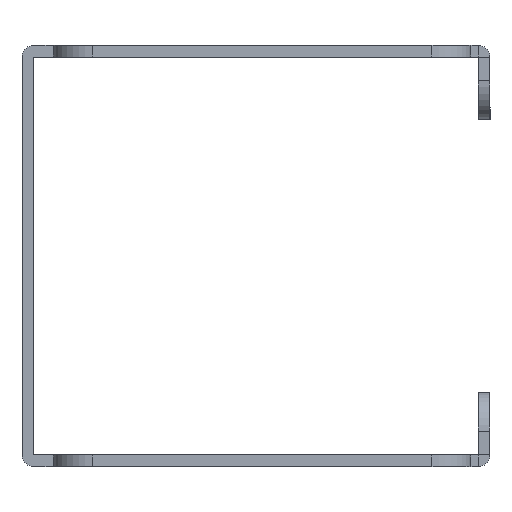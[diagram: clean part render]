
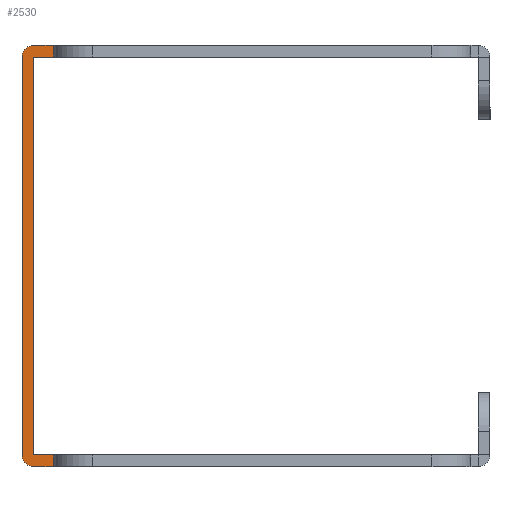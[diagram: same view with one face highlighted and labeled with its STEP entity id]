
A CAD part, left-side view. The second image highlights one B-rep face of the part: STEP entity #2530.
In plain terms, the highlighted planar face has unit normal (-1, 0, 0).
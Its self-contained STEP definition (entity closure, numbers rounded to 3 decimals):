
#98 = DIRECTION ( 'NONE',  ( 0., 0., -1. ) ) ;
#99 = DIRECTION ( 'NONE',  ( -1., 0., 0. ) ) ;
#100 = CARTESIAN_POINT ( 'NONE',  ( 9.4, -0.001, -50.999 ) ) ;
#111 = DIRECTION ( 'NONE',  ( 0., 0., -1. ) ) ;
#113 = DIRECTION ( 'NONE',  ( -1., 0., 0. ) ) ;
#114 = CARTESIAN_POINT ( 'NONE',  ( 9.4, -0.001, -50.999 ) ) ;
#122 = DIRECTION ( 'NONE',  ( 0., 0., -1. ) ) ;
#123 = DIRECTION ( 'NONE',  ( -1., 0., 0. ) ) ;
#124 = CARTESIAN_POINT ( 'NONE',  ( 9.4, -0.001, -0.001 ) ) ;
#132 = DIRECTION ( 'NONE',  ( 0., 0., -1. ) ) ;
#134 = DIRECTION ( 'NONE',  ( -1., 0., 0. ) ) ;
#135 = CARTESIAN_POINT ( 'NONE',  ( 9.4, -0.001, -0.001 ) ) ;
#299 = VERTEX_POINT ( 'NONE', #4492 ) ;
#378 = VERTEX_POINT ( 'NONE', #4476 ) ;
#439 = VERTEX_POINT ( 'NONE', #4470 ) ;
#528 = VERTEX_POINT ( 'NONE', #4279 ) ;
#649 = VERTEX_POINT ( 'NONE', #4463 ) ;
#752 = VERTEX_POINT ( 'NONE', #4288 ) ;
#753 = VERTEX_POINT ( 'NONE', #4283 ) ;
#1204 = EDGE_CURVE ( 'NONE', #299, #5492, #4561, .T. ) ;
#1303 = EDGE_CURVE ( 'NONE', #649, #528, #4673, .T. ) ;
#1320 = EDGE_CURVE ( 'NONE', #752, #753, #4891, .T. ) ;
#1481 = EDGE_CURVE ( 'NONE', #439, #378, #8713, .T. ) ;
#1923 = AXIS2_PLACEMENT_3D ( 'NONE', #7863, #7837, #7833 ) ;
#2105 = AXIS2_PLACEMENT_3D ( 'NONE', #135, #134, #132 ) ;
#2107 = AXIS2_PLACEMENT_3D ( 'NONE', #124, #123, #122 ) ;
#2109 = AXIS2_PLACEMENT_3D ( 'NONE', #114, #113, #111 ) ;
#2111 = AXIS2_PLACEMENT_3D ( 'NONE', #100, #99, #98 ) ;
#2207 = DIRECTION ( 'NONE',  ( 0., 0., 1. ) ) ;
#2209 = CARTESIAN_POINT ( 'NONE',  ( 9.4, 0., -51. ) ) ;
#2530 = ADVANCED_FACE ( 'NONE', ( #7769 ), #7845, .F. ) ;
#2652 = EDGE_CURVE ( 'NONE', #7364, #7567, #7633, .T. ) ;
#2801 = EDGE_CURVE ( 'NONE', #7605, #7198, #5852, .T. ) ;
#2956 = EDGE_CURVE ( 'NONE', #753, #7364, #5709, .T. ) ;
#2960 = EDGE_CURVE ( 'NONE', #528, #7198, #5706, .T. ) ;
#2967 = EDGE_CURVE ( 'NONE', #7567, #378, #5703, .T. ) ;
#2971 = EDGE_CURVE ( 'NONE', #7605, #5492, #5699, .T. ) ;
#3103 = EDGE_CURVE ( 'NONE', #299, #439, #3585, .T. ) ;
#3105 = EDGE_CURVE ( 'NONE', #752, #649, #3583, .T. ) ;
#3580 = VECTOR ( 'NONE', #8261, 1000. ) ;
#3582 = VECTOR ( 'NONE', #8263, 1000. ) ;
#3583 = LINE ( 'NONE', #8003, #3580 ) ;
#3585 = LINE ( 'NONE', #8203, #3582 ) ;
#3743 = CARTESIAN_POINT ( 'NONE',  ( 9.4, 0., -50.999 ) ) ;
#3782 = CARTESIAN_POINT ( 'NONE',  ( 9.4, 1.5, -0.001 ) ) ;
#3826 = CARTESIAN_POINT ( 'NONE',  ( 9.4, 1.5, -50.999 ) ) ;
#3878 = CARTESIAN_POINT ( 'NONE',  ( 9.4, 0., -0.001 ) ) ;
#3941 = CARTESIAN_POINT ( 'NONE',  ( 9.4, -0.001, -51. ) ) ;
#4023 = CARTESIAN_POINT ( 'NONE',  ( 9.4, 0., 0. ) ) ;
#4117 = DIRECTION ( 'NONE',  ( 0., 1., 0. ) ) ;
#4119 = CARTESIAN_POINT ( 'NONE',  ( 9.4, -57., -51. ) ) ;
#4279 = CARTESIAN_POINT ( 'NONE',  ( 9.4, -0.001, 0. ) ) ;
#4283 = CARTESIAN_POINT ( 'NONE',  ( 9.4, -0.001, 1.5 ) ) ;
#4288 = CARTESIAN_POINT ( 'NONE',  ( 9.4, -2.5, 1.5 ) ) ;
#4463 = CARTESIAN_POINT ( 'NONE',  ( 9.4, -2.5, 0. ) ) ;
#4470 = CARTESIAN_POINT ( 'NONE',  ( 9.4, -2.5, -52.5 ) ) ;
#4476 = CARTESIAN_POINT ( 'NONE',  ( 9.4, -0.001, -52.5 ) ) ;
#4492 = CARTESIAN_POINT ( 'NONE',  ( 9.4, -2.5, -51. ) ) ;
#4561 = LINE ( 'NONE', #4119, #4647 ) ;
#4590 = ORIENTED_EDGE ( 'NONE', *, *, #1204, .T. ) ;
#4647 = VECTOR ( 'NONE', #4117, 1000. ) ;
#4673 = LINE ( 'NONE', #4023, #4772 ) ;
#4685 = ORIENTED_EDGE ( 'NONE', *, *, #1481, .F. ) ;
#4772 = VECTOR ( 'NONE', #6620, 1000. ) ;
#4786 = ORIENTED_EDGE ( 'NONE', *, *, #2801, .T. ) ;
#4887 = ORIENTED_EDGE ( 'NONE', *, *, #2960, .F. ) ;
#4891 = LINE ( 'NONE', #6584, #5529 ) ;
#4894 = ORIENTED_EDGE ( 'NONE', *, *, #1320, .T. ) ;
#4912 = ORIENTED_EDGE ( 'NONE', *, *, #3103, .F. ) ;
#5020 = ORIENTED_EDGE ( 'NONE', *, *, #2971, .F. ) ;
#5066 = ORIENTED_EDGE ( 'NONE', *, *, #1303, .F. ) ;
#5262 = ORIENTED_EDGE ( 'NONE', *, *, #3105, .F. ) ;
#5443 = ORIENTED_EDGE ( 'NONE', *, *, #2956, .T. ) ;
#5462 = ORIENTED_EDGE ( 'NONE', *, *, #2652, .T. ) ;
#5482 = EDGE_LOOP ( 'NONE', ( #5443, #5462, #5562, #4685, #4912, #4590, #5020, #4786, #4887, #5066, #5262, #4894 ) ) ;
#5492 = VERTEX_POINT ( 'NONE', #3941 ) ;
#5529 = VECTOR ( 'NONE', #6381, 1000. ) ;
#5562 = ORIENTED_EDGE ( 'NONE', *, *, #2967, .T. ) ;
#5699 = CIRCLE ( 'NONE', #2111, 0.001 ) ;
#5703 = CIRCLE ( 'NONE', #2109, 1.501 ) ;
#5706 = CIRCLE ( 'NONE', #2107, 0.001 ) ;
#5709 = CIRCLE ( 'NONE', #2105, 1.501 ) ;
#5850 = VECTOR ( 'NONE', #2207, 1000. ) ;
#5852 = LINE ( 'NONE', #2209, #5850 ) ;
#6381 = DIRECTION ( 'NONE',  ( 0., 1., 0. ) ) ;
#6482 = DIRECTION ( 'NONE',  ( 0., 0., -1. ) ) ;
#6486 = CARTESIAN_POINT ( 'NONE',  ( 9.4, 1.5, -55.25 ) ) ;
#6584 = CARTESIAN_POINT ( 'NONE',  ( 9.4, 0., 1.5 ) ) ;
#6620 = DIRECTION ( 'NONE',  ( 0., 1., 0. ) ) ;
#6722 = DIRECTION ( 'NONE',  ( 0., 1., 0. ) ) ;
#6724 = CARTESIAN_POINT ( 'NONE',  ( 9.4, -57., -52.5 ) ) ;
#7198 = VERTEX_POINT ( 'NONE', #3878 ) ;
#7364 = VERTEX_POINT ( 'NONE', #3782 ) ;
#7567 = VERTEX_POINT ( 'NONE', #3826 ) ;
#7605 = VERTEX_POINT ( 'NONE', #3743 ) ;
#7630 = VECTOR ( 'NONE', #6482, 1000. ) ;
#7633 = LINE ( 'NONE', #6486, #7630 ) ;
#7769 = FACE_OUTER_BOUND ( 'NONE', #5482, .T. ) ;
#7833 = DIRECTION ( 'NONE',  ( 0., 0., -1. ) ) ;
#7837 = DIRECTION ( 'NONE',  ( 1., 0., 0. ) ) ;
#7845 = PLANE ( 'NONE',  #1923 ) ;
#7863 = CARTESIAN_POINT ( 'NONE',  ( 9.4, -2.5, -55.25 ) ) ;
#8003 = CARTESIAN_POINT ( 'NONE',  ( 9.4, -2.5, -55.25 ) ) ;
#8203 = CARTESIAN_POINT ( 'NONE',  ( 9.4, -2.5, -55.25 ) ) ;
#8261 = DIRECTION ( 'NONE',  ( 0., 0., -1. ) ) ;
#8263 = DIRECTION ( 'NONE',  ( 0., 0., -1. ) ) ;
#8711 = VECTOR ( 'NONE', #6722, 1000. ) ;
#8713 = LINE ( 'NONE', #6724, #8711 ) ;
